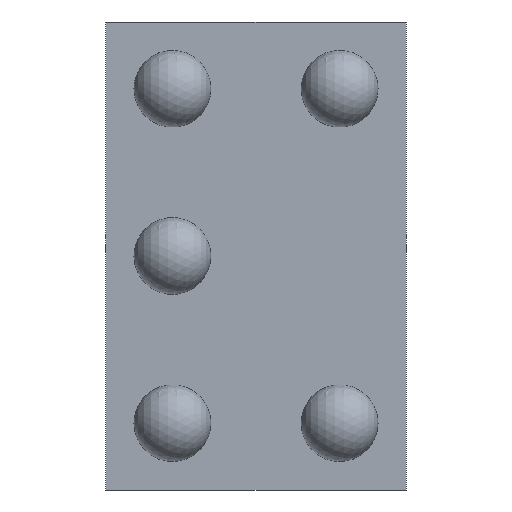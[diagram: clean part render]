
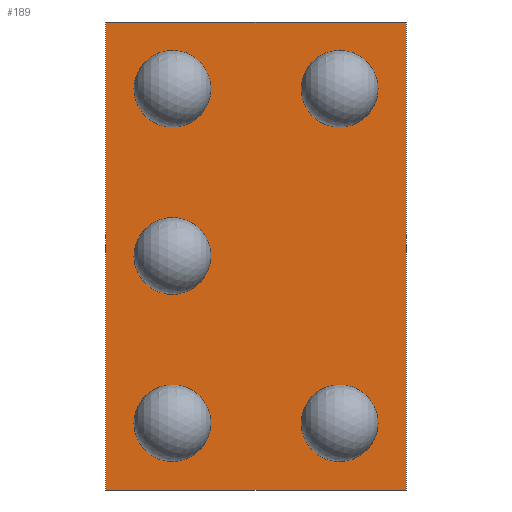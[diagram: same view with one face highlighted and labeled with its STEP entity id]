
A CAD part, front view. The second image highlights one B-rep face of the part: STEP entity #189.
In plain terms, the highlighted planar face has unit normal (0, -1, 0).
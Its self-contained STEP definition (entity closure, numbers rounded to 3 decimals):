
#16=LINE('',#301,#28);
#19=LINE('',#307,#31);
#22=LINE('',#313,#34);
#25=LINE('',#317,#37);
#28=VECTOR('',#252,10.);
#31=VECTOR('',#257,10.);
#34=VECTOR('',#262,10.);
#37=VECTOR('',#267,10.);
#46=FACE_OUTER_BOUND('',#80,.T.);
#53=PLANE('',#217);
#61=FACE_BOUND('',#81,.T.);
#62=FACE_BOUND('',#82,.T.);
#63=FACE_BOUND('',#83,.T.);
#64=FACE_BOUND('',#84,.T.);
#65=FACE_BOUND('',#85,.T.);
#80=EDGE_LOOP('',(#156,#157,#158,#159));
#81=EDGE_LOOP('',(#160));
#82=EDGE_LOOP('',(#161));
#83=EDGE_LOOP('',(#162));
#84=EDGE_LOOP('',(#163));
#85=EDGE_LOOP('',(#164));
#86=CIRCLE('',#199,0.087);
#87=CIRCLE('',#201,0.087);
#88=CIRCLE('',#203,0.087);
#89=CIRCLE('',#205,0.087);
#90=CIRCLE('',#207,0.087);
#93=VERTEX_POINT('',#274);
#94=VERTEX_POINT('',#277);
#95=VERTEX_POINT('',#280);
#96=VERTEX_POINT('',#283);
#97=VERTEX_POINT('',#286);
#102=VERTEX_POINT('',#298);
#103=VERTEX_POINT('',#300);
#105=VERTEX_POINT('',#306);
#107=VERTEX_POINT('',#312);
#108=EDGE_CURVE('',#93,#93,#86,.T.);
#109=EDGE_CURVE('',#94,#94,#87,.T.);
#110=EDGE_CURVE('',#95,#95,#88,.T.);
#111=EDGE_CURVE('',#96,#96,#89,.T.);
#112=EDGE_CURVE('',#97,#97,#90,.T.);
#117=EDGE_CURVE('',#103,#102,#16,.T.);
#120=EDGE_CURVE('',#105,#103,#19,.T.);
#123=EDGE_CURVE('',#107,#105,#22,.T.);
#126=EDGE_CURVE('',#102,#107,#25,.T.);
#156=ORIENTED_EDGE('',*,*,#126,.T.);
#157=ORIENTED_EDGE('',*,*,#123,.T.);
#158=ORIENTED_EDGE('',*,*,#120,.T.);
#159=ORIENTED_EDGE('',*,*,#117,.T.);
#160=ORIENTED_EDGE('',*,*,#108,.T.);
#161=ORIENTED_EDGE('',*,*,#109,.T.);
#162=ORIENTED_EDGE('',*,*,#110,.T.);
#163=ORIENTED_EDGE('',*,*,#111,.T.);
#164=ORIENTED_EDGE('',*,*,#112,.T.);
#189=ADVANCED_FACE('',(#46,#61,#62,#63,#64,#65),#53,.T.);
#199=AXIS2_PLACEMENT_3D('',#275,#222,#223);
#201=AXIS2_PLACEMENT_3D('',#278,#226,#227);
#203=AXIS2_PLACEMENT_3D('',#281,#230,#231);
#205=AXIS2_PLACEMENT_3D('',#284,#234,#235);
#207=AXIS2_PLACEMENT_3D('',#287,#238,#239);
#217=AXIS2_PLACEMENT_3D('',#319,#270,#271);
#222=DIRECTION('center_axis',(0.,1.,0.));
#223=DIRECTION('ref_axis',(0.,0.,1.));
#226=DIRECTION('center_axis',(0.,1.,0.));
#227=DIRECTION('ref_axis',(0.,0.,1.));
#230=DIRECTION('center_axis',(0.,1.,0.));
#231=DIRECTION('ref_axis',(0.,0.,1.));
#234=DIRECTION('center_axis',(0.,1.,0.));
#235=DIRECTION('ref_axis',(0.,0.,1.));
#238=DIRECTION('center_axis',(0.,1.,0.));
#239=DIRECTION('ref_axis',(0.,0.,1.));
#252=DIRECTION('',(0.,0.,1.));
#257=DIRECTION('',(1.,0.,0.));
#262=DIRECTION('',(0.,0.,-1.));
#267=DIRECTION('',(-1.,0.,0.));
#270=DIRECTION('center_axis',(0.,-1.,0.));
#271=DIRECTION('ref_axis',(0.,0.,-1.));
#274=CARTESIAN_POINT('',(0.25,0.19,0.413));
#275=CARTESIAN_POINT('Origin',(0.25,0.19,0.5));
#277=CARTESIAN_POINT('',(0.25,0.19,-0.587));
#278=CARTESIAN_POINT('Origin',(0.25,0.19,-0.5));
#280=CARTESIAN_POINT('',(-0.25,0.19,0.413));
#281=CARTESIAN_POINT('Origin',(-0.25,0.19,0.5));
#283=CARTESIAN_POINT('',(-0.25,0.19,-0.087));
#284=CARTESIAN_POINT('Origin',(-0.25,0.19,0.));
#286=CARTESIAN_POINT('',(-0.25,0.19,-0.587));
#287=CARTESIAN_POINT('Origin',(-0.25,0.19,-0.5));
#298=CARTESIAN_POINT('',(0.45,0.19,0.7));
#300=CARTESIAN_POINT('',(0.45,0.19,-0.7));
#301=CARTESIAN_POINT('',(0.45,0.19,0.7));
#306=CARTESIAN_POINT('',(-0.45,0.19,-0.7));
#307=CARTESIAN_POINT('',(0.45,0.19,-0.7));
#312=CARTESIAN_POINT('',(-0.45,0.19,0.7));
#313=CARTESIAN_POINT('',(-0.45,0.19,-0.7));
#317=CARTESIAN_POINT('',(-0.45,0.19,0.7));
#319=CARTESIAN_POINT('Origin',(0.,0.19,0.));
